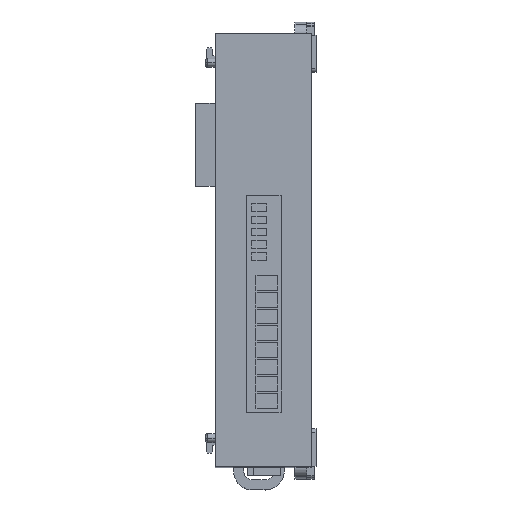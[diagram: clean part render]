
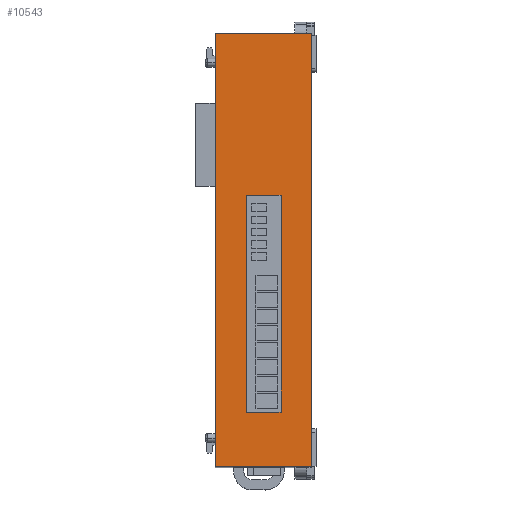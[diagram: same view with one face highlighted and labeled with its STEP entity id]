
A CAD part, top view. The second image highlights one B-rep face of the part: STEP entity #10543.
In plain terms, the highlighted planar face has unit normal (0, 0, 1).
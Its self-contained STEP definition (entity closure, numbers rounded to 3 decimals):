
#110 = LINE ( 'NONE', #15877, #14361 ) ;
#325 = CARTESIAN_POINT ( 'NONE',  ( -13.7, -45., 30. ) ) ;
#447 = LINE ( 'NONE', #4336, #14708 ) ;
#825 = DIRECTION ( 'NONE',  ( 1., 0., 0. ) ) ;
#1425 = ORIENTED_EDGE ( 'NONE', *, *, #17183, .T. ) ;
#1554 = DIRECTION ( 'NONE',  ( 0., -1., 0. ) ) ;
#2205 = VECTOR ( 'NONE', #7565, 1000. ) ;
#2261 = CARTESIAN_POINT ( 'NONE',  ( 0., -33.596, 30. ) ) ;
#2517 = LINE ( 'NONE', #4701, #6261 ) ;
#2813 = LINE ( 'NONE', #11147, #17046 ) ;
#3436 = CARTESIAN_POINT ( 'NONE',  ( -7.234, -33.596, 30. ) ) ;
#3553 = EDGE_LOOP ( 'NONE', ( #16049, #16475, #10377, #14447 ) ) ;
#3588 = LINE ( 'NONE', #12548, #10423 ) ;
#3594 = VERTEX_POINT ( 'NONE', #8977 ) ;
#3802 = ORIENTED_EDGE ( 'NONE', *, *, #8063, .T. ) ;
#4336 = CARTESIAN_POINT ( 'NONE',  ( 6.3, 45., 30. ) ) ;
#4387 = DIRECTION ( 'NONE',  ( 0., 1., 0. ) ) ;
#4617 = VERTEX_POINT ( 'NONE', #14626 ) ;
#4701 = CARTESIAN_POINT ( 'NONE',  ( 6.3, -45., 30. ) ) ;
#4923 = DIRECTION ( 'NONE',  ( -1., 0., 0. ) ) ;
#5104 = EDGE_LOOP ( 'NONE', ( #3802, #12487, #17403, #1425 ) ) ;
#5111 = EDGE_CURVE ( 'NONE', #16067, #7483, #447, .T. ) ;
#6019 = CARTESIAN_POINT ( 'NONE',  ( 6.3, 45., 30. ) ) ;
#6029 = CARTESIAN_POINT ( 'NONE',  ( 6.3, 45., 30. ) ) ;
#6173 = CARTESIAN_POINT ( 'NONE',  ( -13.7, 0., 30. ) ) ;
#6261 = VECTOR ( 'NONE', #14213, 1000. ) ;
#6887 = EDGE_CURVE ( 'NONE', #7501, #16067, #2517, .T. ) ;
#7417 = DIRECTION ( 'NONE',  ( 1., 0., 0. ) ) ;
#7483 = VERTEX_POINT ( 'NONE', #6019 ) ;
#7501 = VERTEX_POINT ( 'NONE', #325 ) ;
#7565 = DIRECTION ( 'NONE',  ( 0., 1., 0. ) ) ;
#8063 = EDGE_CURVE ( 'NONE', #4617, #9588, #3588, .T. ) ;
#8162 = CARTESIAN_POINT ( 'NONE',  ( -13.7, 45., 30. ) ) ;
#8319 = EDGE_CURVE ( 'NONE', #7501, #11869, #16008, .T. ) ;
#8712 = PLANE ( 'NONE',  #17641 ) ;
#8977 = CARTESIAN_POINT ( 'NONE',  ( -7.234, 11.427, 30. ) ) ;
#9588 = VERTEX_POINT ( 'NONE', #2261 ) ;
#10146 = VERTEX_POINT ( 'NONE', #3436 ) ;
#10377 = ORIENTED_EDGE ( 'NONE', *, *, #8319, .F. ) ;
#10423 = VECTOR ( 'NONE', #1554, 1000. ) ;
#10543 = ADVANCED_FACE ( 'NONE', ( #12978, #12530 ), #8712, .T. ) ;
#10681 = LINE ( 'NONE', #12353, #17635 ) ;
#11147 = CARTESIAN_POINT ( 'NONE',  ( -7.234, 45., 30. ) ) ;
#11277 = LINE ( 'NONE', #17477, #14517 ) ;
#11869 = VERTEX_POINT ( 'NONE', #8162 ) ;
#12353 = CARTESIAN_POINT ( 'NONE',  ( 6.3, 45., 30. ) ) ;
#12487 = ORIENTED_EDGE ( 'NONE', *, *, #14408, .T. ) ;
#12530 = FACE_BOUND ( 'NONE', #5104, .T. ) ;
#12548 = CARTESIAN_POINT ( 'NONE',  ( 0., 45., 30. ) ) ;
#12978 = FACE_OUTER_BOUND ( 'NONE', #3553, .T. ) ;
#13733 = DIRECTION ( 'NONE',  ( 1., 0., 0. ) ) ;
#14176 = EDGE_CURVE ( 'NONE', #10146, #3594, #2813, .T. ) ;
#14213 = DIRECTION ( 'NONE',  ( 1., 0., 0. ) ) ;
#14361 = VECTOR ( 'NONE', #4923, 1000. ) ;
#14408 = EDGE_CURVE ( 'NONE', #9588, #10146, #110, .T. ) ;
#14447 = ORIENTED_EDGE ( 'NONE', *, *, #6887, .T. ) ;
#14517 = VECTOR ( 'NONE', #825, 1000. ) ;
#14626 = CARTESIAN_POINT ( 'NONE',  ( 0., 11.427, 30. ) ) ;
#14708 = VECTOR ( 'NONE', #4387, 1000. ) ;
#14778 = EDGE_CURVE ( 'NONE', #11869, #7483, #10681, .T. ) ;
#15586 = DIRECTION ( 'NONE',  ( 0., 0., 1. ) ) ;
#15877 = CARTESIAN_POINT ( 'NONE',  ( 6.3, -33.596, 30. ) ) ;
#16008 = LINE ( 'NONE', #6173, #2205 ) ;
#16049 = ORIENTED_EDGE ( 'NONE', *, *, #5111, .T. ) ;
#16067 = VERTEX_POINT ( 'NONE', #16409 ) ;
#16409 = CARTESIAN_POINT ( 'NONE',  ( 6.3, -45., 30. ) ) ;
#16475 = ORIENTED_EDGE ( 'NONE', *, *, #14778, .F. ) ;
#16763 = DIRECTION ( 'NONE',  ( 0., 1., 0. ) ) ;
#17046 = VECTOR ( 'NONE', #16763, 1000. ) ;
#17183 = EDGE_CURVE ( 'NONE', #3594, #4617, #11277, .T. ) ;
#17403 = ORIENTED_EDGE ( 'NONE', *, *, #14176, .T. ) ;
#17477 = CARTESIAN_POINT ( 'NONE',  ( 6.3, 11.427, 30. ) ) ;
#17635 = VECTOR ( 'NONE', #13733, 1000. ) ;
#17641 = AXIS2_PLACEMENT_3D ( 'NONE', #6029, #15586, #7417 ) ;
